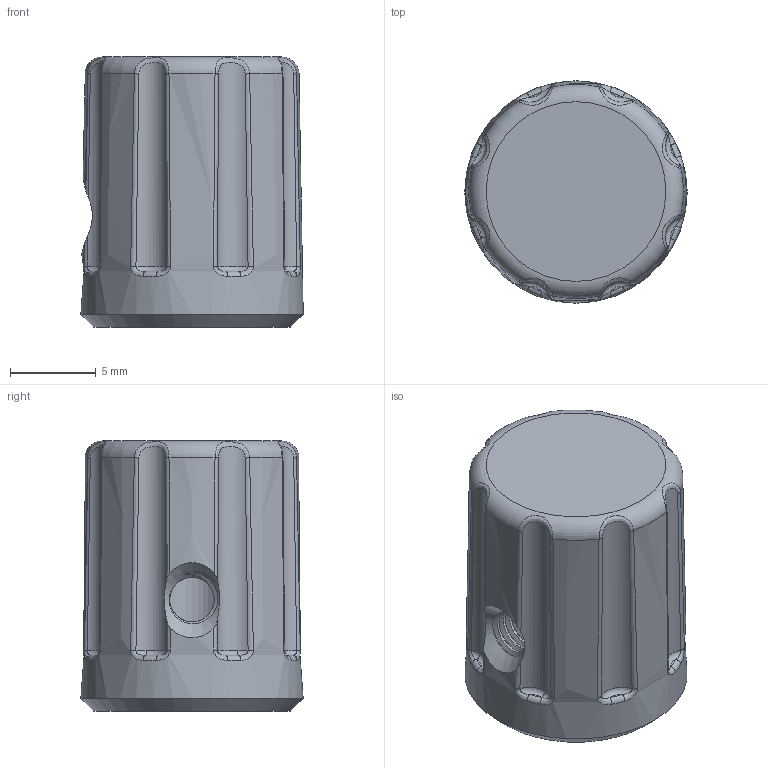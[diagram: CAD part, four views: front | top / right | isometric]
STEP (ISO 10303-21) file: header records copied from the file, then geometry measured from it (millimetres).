
FILE_DESCRIPTION(('FreeCAD Model'),'2;1');
FILE_NAME('Open CASCADE Shape Model','2023-06-26T12:55:40',('Author'),( ''),'Open CASCADE STEP processor 7.5','FreeCAD','Unknown');
FILE_SCHEMA(('AUTOMOTIVE_DESIGN { 1 0 10303 214 1 1 1 1 }'));
Length unit declared in the file: millimetre
Products named in the file (1): inner knob boeing style
Bounding box: 12.97 x 12.97 x 15.75 mm (x, y, z)
Volume: 1775.3 mm3; surface area: 1031.2 mm2
Topology: 1 solids, 1 shells, 134 faces, 305 edges, 173 vertices
Faces by surface type: bspline 75, cylinder 21, torus 19, plane 13, cone 6
Full cylindrical faces by diameter (mm): 2.6 x9, 3.8 x1
Entity records: 22258 total; most frequent: CARTESIAN_POINT 17174, DIRECTION 644, ORIENTED_EDGE 610, PCURVE 610, DEFINITIONAL_REPRESENTATION 610, LINE 386, VECTOR 386, B_SPLINE_CURVE_WITH_KNOTS 313
